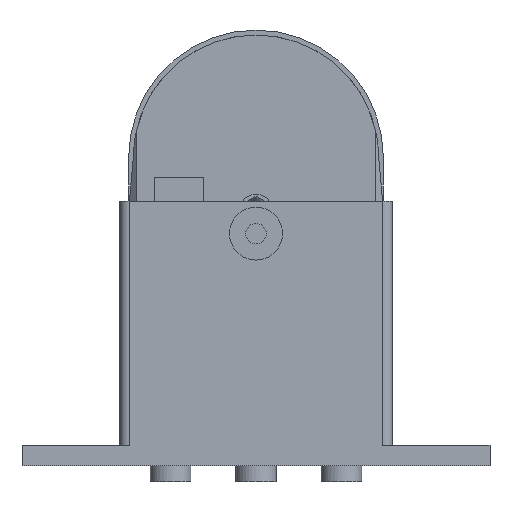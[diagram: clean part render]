
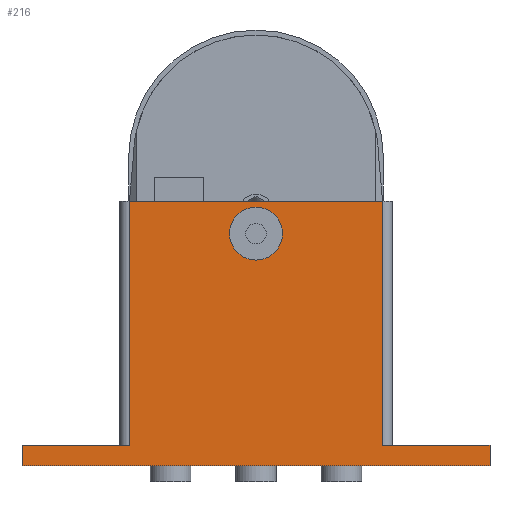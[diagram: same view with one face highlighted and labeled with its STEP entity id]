
A CAD part, front view. The second image highlights one B-rep face of the part: STEP entity #216.
In plain terms, the highlighted planar face has unit normal (0, -1, 0).
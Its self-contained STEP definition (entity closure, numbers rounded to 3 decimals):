
#216=ADVANCED_FACE('',(#499,#500),#501,.T.);
#499=FACE_BOUND('',#861,.T.);
#500=FACE_OUTER_BOUND('',#862,.T.);
#501=PLANE('',#863);
#861=EDGE_LOOP('',(#1390,#1391));
#862=EDGE_LOOP('',(#1392,#1393,#1394,#1395,#1396,#1397,#1398,#1399));
#863=AXIS2_PLACEMENT_3D('',#1400,#1401,#1402);
#1390=ORIENTED_EDGE('',*,*,#2105,.T.);
#1391=ORIENTED_EDGE('',*,*,#2064,.T.);
#1392=ORIENTED_EDGE('',*,*,#2176,.T.);
#1393=ORIENTED_EDGE('',*,*,#2170,.T.);
#1394=ORIENTED_EDGE('',*,*,#2173,.T.);
#1395=ORIENTED_EDGE('',*,*,#2150,.F.);
#1396=ORIENTED_EDGE('',*,*,#2180,.T.);
#1397=ORIENTED_EDGE('',*,*,#2181,.F.);
#1398=ORIENTED_EDGE('',*,*,#2182,.T.);
#1399=ORIENTED_EDGE('',*,*,#2183,.T.);
#1400=CARTESIAN_POINT('',(-28.75,-17.5,0.0));
#1401=DIRECTION('',(0.0,-1.0,0.0));
#1402=DIRECTION('',(1.0,0.0,0.0));
#2064=EDGE_CURVE('',#2451,#2448,#2452,.T.);
#2105=EDGE_CURVE('',#2448,#2451,#2510,.T.);
#2150=EDGE_CURVE('',#2573,#2568,#2575,.T.);
#2170=EDGE_CURVE('',#2606,#2604,#2607,.T.);
#2173=EDGE_CURVE('',#2604,#2568,#2610,.T.);
#2176=EDGE_CURVE('',#2613,#2606,#2614,.T.);
#2180=EDGE_CURVE('',#2573,#2619,#2620,.T.);
#2181=EDGE_CURVE('',#2621,#2619,#2622,.T.);
#2182=EDGE_CURVE('',#2621,#2623,#2624,.T.);
#2183=EDGE_CURVE('',#2623,#2613,#2625,.T.);
#2448=VERTEX_POINT('',#3004);
#2451=VERTEX_POINT('',#3008);
#2452=CIRCLE('',#3009,6.5);
#2510=CIRCLE('',#3076,6.5);
#2568=VERTEX_POINT('',#3150);
#2573=VERTEX_POINT('',#3156);
#2575=LINE('',#3158,#3159);
#2604=VERTEX_POINT('',#3197);
#2606=VERTEX_POINT('',#3199);
#2607=LINE('',#3200,#3201);
#2610=LINE('',#3204,#3205);
#2613=VERTEX_POINT('',#3209);
#2614=LINE('',#3210,#3211);
#2619=VERTEX_POINT('',#3218);
#2620=LINE('',#3219,#3220);
#2621=VERTEX_POINT('',#3221);
#2622=LINE('',#3222,#3223);
#2623=VERTEX_POINT('',#3224);
#2624=LINE('',#3225,#3226);
#2625=LINE('',#3227,#3228);
#3004=CARTESIAN_POINT('',(6.5,-17.5,57.0));
#3008=CARTESIAN_POINT('',(-6.5,-17.5,57.0));
#3009=AXIS2_PLACEMENT_3D('',#3824,#3825,#3826);
#3076=AXIS2_PLACEMENT_3D('',#3890,#3891,#3892);
#3150=CARTESIAN_POINT('',(-31.2,-17.5,65.0));
#3156=CARTESIAN_POINT('',(-31.2,-17.5,5.0));
#3158=CARTESIAN_POINT('',(-31.2,-17.5,5.0));
#3159=VECTOR('',#3952,1.0);
#3197=CARTESIAN_POINT('',(31.2,-17.5,65.0));
#3199=CARTESIAN_POINT('',(31.2,-17.5,5.0));
#3200=CARTESIAN_POINT('',(31.2,-17.5,5.0));
#3201=VECTOR('',#3977,1.0);
#3204=CARTESIAN_POINT('',(0.0,-17.5,65.0));
#3205=VECTOR('',#3981,1.0);
#3209=CARTESIAN_POINT('',(57.5,-17.5,5.0));
#3210=CARTESIAN_POINT('',(0.0,-17.5,5.0));
#3211=VECTOR('',#3983,1.0);
#3218=CARTESIAN_POINT('',(-57.5,-17.5,5.0));
#3219=CARTESIAN_POINT('',(0.0,-17.5,5.0));
#3220=VECTOR('',#3986,1.0);
#3221=CARTESIAN_POINT('',(-57.5,-17.5,0.0));
#3222=CARTESIAN_POINT('',(-57.5,-17.5,0.0));
#3223=VECTOR('',#3987,1.0);
#3224=CARTESIAN_POINT('',(57.5,-17.5,0.0));
#3225=CARTESIAN_POINT('',(0.0,-17.5,0.0));
#3226=VECTOR('',#3988,1.0);
#3227=CARTESIAN_POINT('',(57.5,-17.5,0.0));
#3228=VECTOR('',#3989,1.0);
#3824=CARTESIAN_POINT('',(0.0,-17.5,57.0));
#3825=DIRECTION('',(-0.0,1.0,0.0));
#3826=DIRECTION('',(1.0,0.0,0.0));
#3890=CARTESIAN_POINT('',(0.0,-17.5,57.0));
#3891=DIRECTION('',(-0.0,1.0,0.0));
#3892=DIRECTION('',(1.0,0.0,0.0));
#3952=DIRECTION('',(0.0,0.0,1.0));
#3977=DIRECTION('',(0.0,0.0,1.0));
#3981=DIRECTION('',(-1.0,-0.0,-0.0));
#3983=DIRECTION('',(-1.0,-0.0,-0.0));
#3986=DIRECTION('',(-1.0,-0.0,-0.0));
#3987=DIRECTION('',(0.0,0.0,1.0));
#3988=DIRECTION('',(1.0,0.0,0.0));
#3989=DIRECTION('',(0.0,0.0,1.0));
